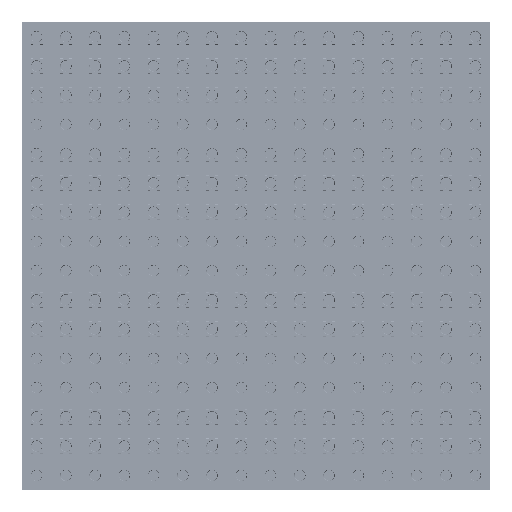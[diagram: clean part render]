
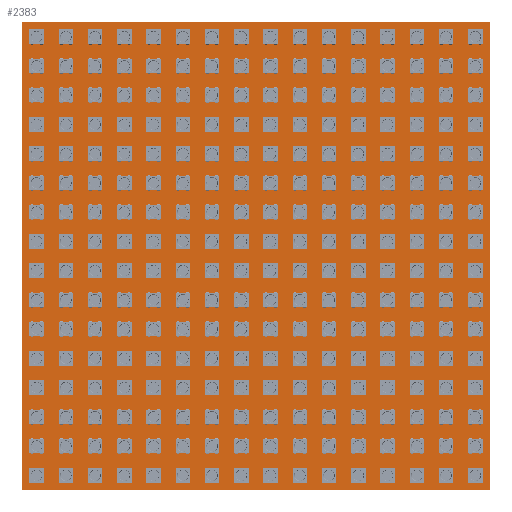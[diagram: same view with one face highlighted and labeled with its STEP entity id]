
A CAD part, top view. The second image highlights one B-rep face of the part: STEP entity #2383.
In plain terms, the highlighted planar face has unit normal (0, 0, 1).
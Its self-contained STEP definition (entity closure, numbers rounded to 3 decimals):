
#1165=FACE_OUTER_BOUND('',#1231,.T.);
#1231=EDGE_LOOP('',(#2203,#2204,#2205,#2206));
#1365=LINE('',#4010,#1507);
#1368=LINE('',#4016,#1510);
#1371=LINE('',#4022,#1513);
#1374=LINE('',#4026,#1516);
#1507=VECTOR('',#3113,10.);
#1510=VECTOR('',#3118,10.);
#1513=VECTOR('',#3123,10.);
#1516=VECTOR('',#3128,10.);
#1641=VERTEX_POINT('',#4007);
#1642=VERTEX_POINT('',#4009);
#1644=VERTEX_POINT('',#4015);
#1646=VERTEX_POINT('',#4021);
#1825=EDGE_CURVE('',#1642,#1641,#1365,.T.);
#1828=EDGE_CURVE('',#1644,#1642,#1368,.T.);
#1831=EDGE_CURVE('',#1646,#1644,#1371,.T.);
#1834=EDGE_CURVE('',#1641,#1646,#1374,.T.);
#2203=ORIENTED_EDGE('',*,*,#1834,.T.);
#2204=ORIENTED_EDGE('',*,*,#1831,.T.);
#2205=ORIENTED_EDGE('',*,*,#1828,.T.);
#2206=ORIENTED_EDGE('',*,*,#1825,.T.);
#2259=PLANE('',#2509);
#2383=ADVANCED_FACE('',(#1165),#2259,.T.);
#2509=AXIS2_PLACEMENT_3D('',#4027,#3129,#3130);
#3113=DIRECTION('',(-1.,0.,0.));
#3118=DIRECTION('',(0.,1.,0.));
#3123=DIRECTION('',(1.,0.,0.));
#3128=DIRECTION('',(0.,-1.,0.));
#3129=DIRECTION('center_axis',(0.,0.,1.));
#3130=DIRECTION('ref_axis',(1.,0.,0.));
#4007=CARTESIAN_POINT('',(0.,160.02,-0.2));
#4009=CARTESIAN_POINT('',(160.02,160.02,-0.2));
#4010=CARTESIAN_POINT('',(160.02,160.02,-0.2));
#4015=CARTESIAN_POINT('',(160.02,0.,-0.2));
#4016=CARTESIAN_POINT('',(160.02,0.,-0.2));
#4021=CARTESIAN_POINT('',(0.,0.,-0.2));
#4022=CARTESIAN_POINT('',(0.,0.,-0.2));
#4026=CARTESIAN_POINT('',(0.,160.02,-0.2));
#4027=CARTESIAN_POINT('Origin',(80.01,80.01,-0.2));
